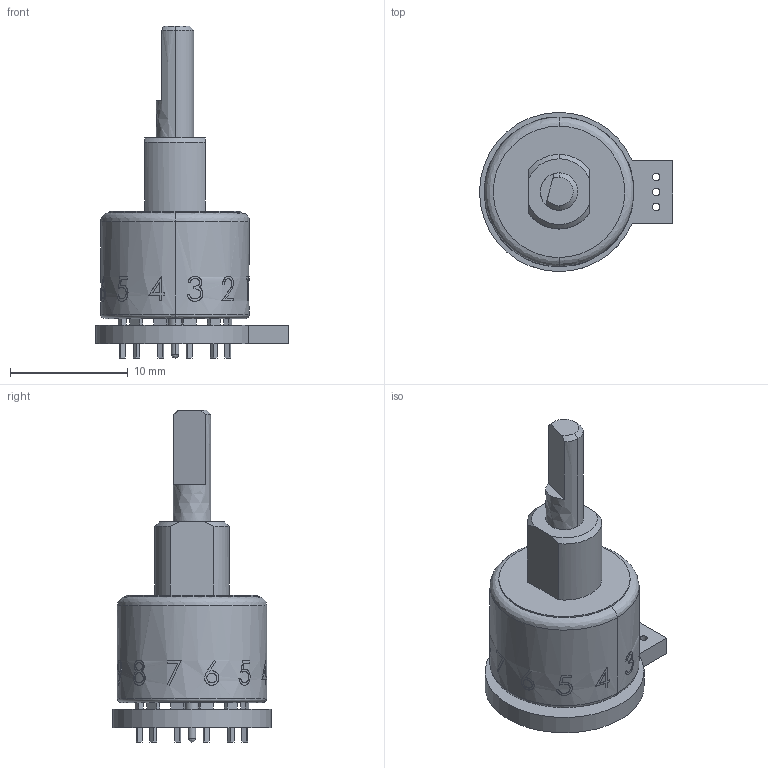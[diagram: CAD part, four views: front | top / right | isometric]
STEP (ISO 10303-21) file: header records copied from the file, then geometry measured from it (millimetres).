
FILE_DESCRIPTION(('KiCad electronic assembly'),'2;1');
FILE_NAME('ROTARY_SW.step','2023-02-25T03:11:09',('Pcbnew'),('Kicad'), 'Open CASCADE STEP processor 7.6','KiCad to STEP converter','Unknown' );
FILE_SCHEMA(('AUTOMOTIVE_DESIGN { 1 0 10303 214 1 1 1 1 }'));
Length unit declared in the file: millimetre
Products named in the file (4): ROTARY_SW 1; User Library-56 Series_Grayhill_Rotary Switch; SOLID; ROTARY_SW PCB
Assembly tree (3 placements, depth 3):
  ROTARY_SW 1
    User Library-56 Series_Grayhill_Rotary Switch
      SOLID
    ROTARY_SW PCB
Bounding box: 16.42 x 13.53 x 28.24 mm (x, y, z)
Volume: 1647.1 mm3; surface area: 1340 mm2
Topology: 2 solids, 2 shells, 338 faces, 885 edges, 587 vertices
Faces by surface type: bspline 316, cylinder 17, plane 5
Full cylindrical faces by diameter (mm): 0.65 x3, 0.86 x12, 0.89 x1
Entity records: 26479 total; most frequent: CARTESIAN_POINT 12525, B_SPLINE_CURVE_WITH_KNOTS 2185, ORIENTED_EDGE 1768, PCURVE 1768, DEFINITIONAL_REPRESENTATION 1768, EDGE_CURVE 884, SURFACE_CURVE 867, VERTEX_POINT 587
